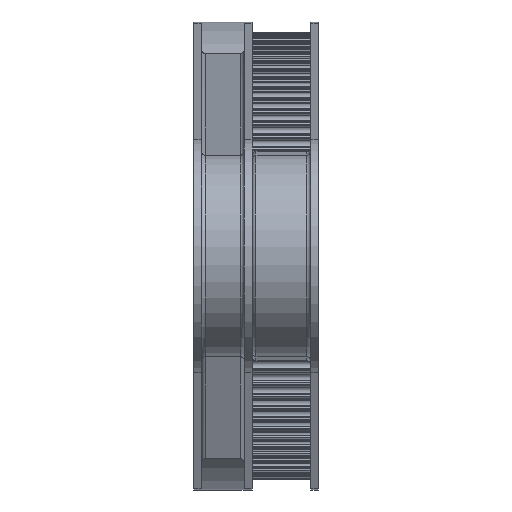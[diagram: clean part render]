
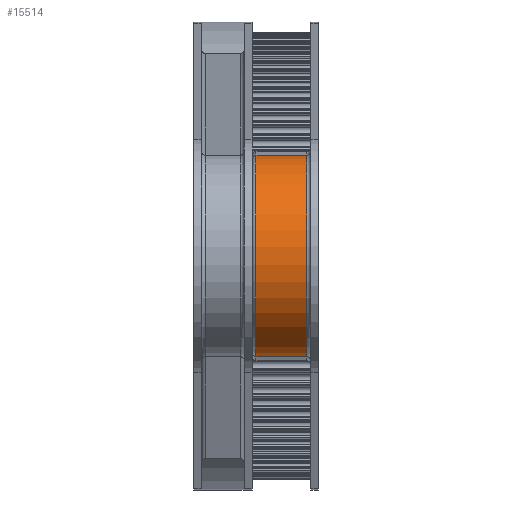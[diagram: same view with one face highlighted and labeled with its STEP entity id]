
A CAD part, left-side view. The second image highlights one B-rep face of the part: STEP entity #15514.
In plain terms, the highlighted cylindrical face has radius 13 mm (diameter 26 mm), a partial arc.
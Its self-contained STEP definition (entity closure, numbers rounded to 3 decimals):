
#361=FACE_OUTER_BOUND('',#1148,.T.);
#1148=EDGE_LOOP('',(#9966,#9967,#9968,#9969));
#2047=CIRCLE('',#16321,13.);
#2048=CIRCLE('',#16325,13.);
#3266=LINE('',#23649,#4542);
#3269=LINE('',#23655,#4545);
#4542=VECTOR('',#18357,10.);
#4545=VECTOR('',#18362,10.);
#5811=VERTEX_POINT('',#23619);
#5818=VERTEX_POINT('',#23639);
#5820=VERTEX_POINT('',#23648);
#5822=VERTEX_POINT('',#23654);
#7454=EDGE_CURVE('',#5811,#5818,#2047,.T.);
#7457=EDGE_CURVE('',#5820,#5818,#3266,.T.);
#7460=EDGE_CURVE('',#5822,#5811,#3269,.T.);
#7461=EDGE_CURVE('',#5820,#5822,#2048,.T.);
#9966=ORIENTED_EDGE('',*,*,#7454,.F.);
#9967=ORIENTED_EDGE('',*,*,#7460,.F.);
#9968=ORIENTED_EDGE('',*,*,#7461,.F.);
#9969=ORIENTED_EDGE('',*,*,#7457,.T.);
#14946=CYLINDRICAL_SURFACE('',#16324,13.);
#15514=ADVANCED_FACE('',(#361),#14946,.T.);
#16321=AXIS2_PLACEMENT_3D('',#23643,#18349,#18350);
#16324=AXIS2_PLACEMENT_3D('',#23653,#18360,#18361);
#16325=AXIS2_PLACEMENT_3D('',#23656,#18363,#18364);
#18349=DIRECTION('center_axis',(0.,1.,0.));
#18350=DIRECTION('ref_axis',(-1.,0.,0.));
#18357=DIRECTION('',(0.,1.,0.));
#18360=DIRECTION('center_axis',(0.,1.,0.));
#18361=DIRECTION('ref_axis',(-0.12,0.,-0.993));
#18362=DIRECTION('',(0.,1.,0.));
#18363=DIRECTION('center_axis',(0.,-1.,0.));
#18364=DIRECTION('ref_axis',(-1.,0.,0.));
#23619=CARTESIAN_POINT('',(-230.383,8.,22.037));
#23639=CARTESIAN_POINT('',(-230.383,8.,47.849));
#23643=CARTESIAN_POINT('Origin',(-228.823,8.,34.943));
#23648=CARTESIAN_POINT('',(-230.383,1.5,47.849));
#23649=CARTESIAN_POINT('',(-230.383,1.,47.849));
#23653=CARTESIAN_POINT('Origin',(-228.823,1.,34.943));
#23654=CARTESIAN_POINT('',(-230.383,1.5,22.037));
#23655=CARTESIAN_POINT('',(-230.383,1.,22.037));
#23656=CARTESIAN_POINT('Origin',(-228.823,1.5,34.943));
